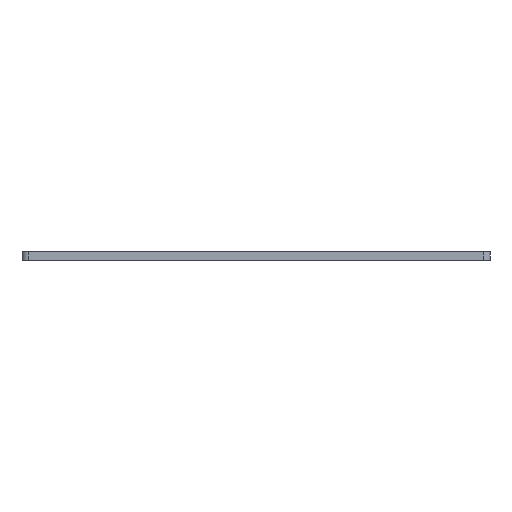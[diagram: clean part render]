
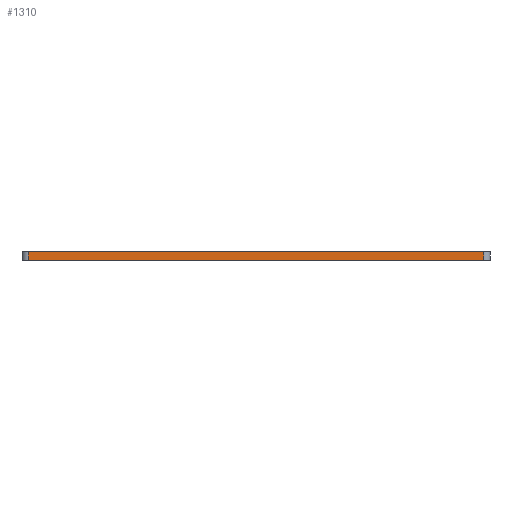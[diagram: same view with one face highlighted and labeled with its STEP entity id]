
A CAD part, front view. The second image highlights one B-rep face of the part: STEP entity #1310.
In plain terms, the highlighted planar face has unit normal (0, -1, 0).
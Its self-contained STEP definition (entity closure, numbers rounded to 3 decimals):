
#158 = CARTESIAN_POINT ( 'NONE',  ( -108.8, -17., 46.5 ) ) ;
#229 = DIRECTION ( 'NONE',  ( 1., 0., 0. ) ) ;
#489 = ORIENTED_EDGE ( 'NONE', *, *, #5034, .T. ) ;
#577 = DIRECTION ( 'NONE',  ( 0., 0., -1. ) ) ;
#810 = LINE ( 'NONE', #4511, #4222 ) ;
#916 = ORIENTED_EDGE ( 'NONE', *, *, #1547, .T. ) ;
#1068 = FACE_OUTER_BOUND ( 'NONE', #4888, .T. ) ;
#1308 = EDGE_CURVE ( 'NONE', #3045, #2555, #1885, .T. ) ;
#1310 = ADVANCED_FACE ( 'NONE', ( #1068 ), #3109, .F. ) ;
#1344 = VERTEX_POINT ( 'NONE', #2389 ) ;
#1547 = EDGE_CURVE ( 'NONE', #3746, #3045, #5015, .T. ) ;
#1691 = DIRECTION ( 'NONE',  ( 1., 0., 0. ) ) ;
#1744 = CARTESIAN_POINT ( 'NONE',  ( 108.8, -17., 42.5 ) ) ;
#1858 = CARTESIAN_POINT ( 'NONE',  ( -100.8, -17., 42.5 ) ) ;
#1885 = LINE ( 'NONE', #1858, #2238 ) ;
#2238 = VECTOR ( 'NONE', #229, 1000. ) ;
#2284 = DIRECTION ( 'NONE',  ( 0., 1., 0. ) ) ;
#2334 = DIRECTION ( 'NONE',  ( 0., 0., 1. ) ) ;
#2389 = CARTESIAN_POINT ( 'NONE',  ( 108.8, -17., 46.5 ) ) ;
#2502 = AXIS2_PLACEMENT_3D ( 'NONE', #3976, #2284, #4759 ) ;
#2555 = VERTEX_POINT ( 'NONE', #1744 ) ;
#2705 = LINE ( 'NONE', #3937, #3711 ) ;
#3045 = VERTEX_POINT ( 'NONE', #3823 ) ;
#3109 = PLANE ( 'NONE',  #2502 ) ;
#3711 = VECTOR ( 'NONE', #2334, 1000. ) ;
#3746 = VERTEX_POINT ( 'NONE', #158 ) ;
#3823 = CARTESIAN_POINT ( 'NONE',  ( -108.8, -17., 42.5 ) ) ;
#3907 = ORIENTED_EDGE ( 'NONE', *, *, #4371, .F. ) ;
#3937 = CARTESIAN_POINT ( 'NONE',  ( 108.8, -17., 46.5 ) ) ;
#3976 = CARTESIAN_POINT ( 'NONE',  ( -100.8, -17., 46.5 ) ) ;
#4012 = ORIENTED_EDGE ( 'NONE', *, *, #1308, .T. ) ;
#4222 = VECTOR ( 'NONE', #1691, 1000. ) ;
#4233 = CARTESIAN_POINT ( 'NONE',  ( -108.8, -17., 42.5 ) ) ;
#4371 = EDGE_CURVE ( 'NONE', #3746, #1344, #810, .T. ) ;
#4511 = CARTESIAN_POINT ( 'NONE',  ( -100.8, -17., 46.5 ) ) ;
#4759 = DIRECTION ( 'NONE',  ( 0., 0., 1. ) ) ;
#4888 = EDGE_LOOP ( 'NONE', ( #3907, #916, #4012, #489 ) ) ;
#5015 = LINE ( 'NONE', #4233, #5255 ) ;
#5034 = EDGE_CURVE ( 'NONE', #2555, #1344, #2705, .T. ) ;
#5255 = VECTOR ( 'NONE', #577, 1000. ) ;
